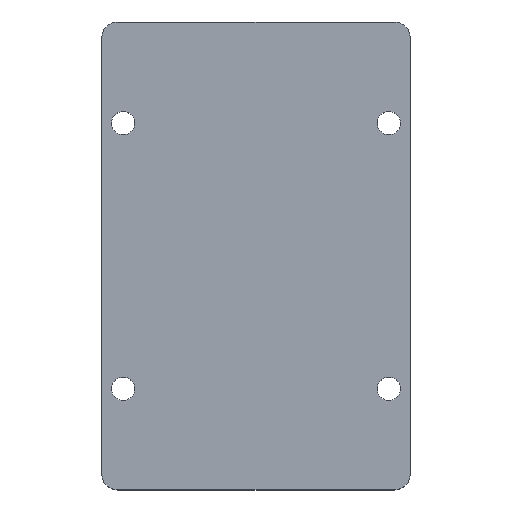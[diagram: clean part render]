
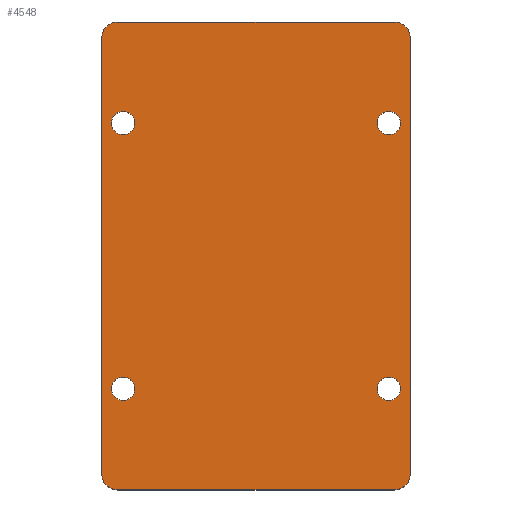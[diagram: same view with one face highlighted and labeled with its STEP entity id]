
A CAD part, top view. The second image highlights one B-rep face of the part: STEP entity #4548.
In plain terms, the highlighted planar face has unit normal (0, 0, 1).
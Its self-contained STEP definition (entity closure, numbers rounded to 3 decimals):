
#272=FACE_BOUND('',#1284,.T.);
#273=FACE_BOUND('',#1285,.T.);
#274=FACE_BOUND('',#1286,.T.);
#275=FACE_BOUND('',#1287,.T.);
#524=CIRCLE('',#5105,1.1);
#526=CIRCLE('',#5108,1.1);
#528=CIRCLE('',#5111,1.1);
#530=CIRCLE('',#5114,1.1);
#533=CIRCLE('',#5118,1.5);
#535=CIRCLE('',#5122,1.5);
#537=CIRCLE('',#5126,1.5);
#539=CIRCLE('',#5130,1.5);
#847=FACE_OUTER_BOUND('',#1283,.T.);
#1283=EDGE_LOOP('',(#3887,#3888,#3889,#3890,#3891,#3892,#3893,#3894));
#1284=EDGE_LOOP('',(#3895));
#1285=EDGE_LOOP('',(#3896));
#1286=EDGE_LOOP('',(#3897));
#1287=EDGE_LOOP('',(#3898));
#1574=LINE('',#7763,#1868);
#1578=LINE('',#7775,#1872);
#1582=LINE('',#7787,#1876);
#1586=LINE('',#7797,#1880);
#1868=VECTOR('',#6527,10.);
#1872=VECTOR('',#6539,10.);
#1876=VECTOR('',#6551,10.);
#1880=VECTOR('',#6563,10.);
#2225=VERTEX_POINT('',#7727);
#2227=VERTEX_POINT('',#7733);
#2229=VERTEX_POINT('',#7739);
#2231=VERTEX_POINT('',#7745);
#2235=VERTEX_POINT('',#7754);
#2236=VERTEX_POINT('',#7756);
#2238=VERTEX_POINT('',#7762);
#2240=VERTEX_POINT('',#7768);
#2242=VERTEX_POINT('',#7774);
#2244=VERTEX_POINT('',#7780);
#2246=VERTEX_POINT('',#7786);
#2248=VERTEX_POINT('',#7792);
#2767=EDGE_CURVE('',#2225,#2225,#524,.T.);
#2770=EDGE_CURVE('',#2227,#2227,#526,.T.);
#2773=EDGE_CURVE('',#2229,#2229,#528,.T.);
#2776=EDGE_CURVE('',#2231,#2231,#530,.T.);
#2781=EDGE_CURVE('',#2236,#2235,#533,.T.);
#2784=EDGE_CURVE('',#2238,#2236,#1574,.T.);
#2787=EDGE_CURVE('',#2240,#2238,#535,.T.);
#2790=EDGE_CURVE('',#2242,#2240,#1578,.T.);
#2793=EDGE_CURVE('',#2244,#2242,#537,.T.);
#2796=EDGE_CURVE('',#2246,#2244,#1582,.T.);
#2799=EDGE_CURVE('',#2248,#2246,#539,.T.);
#2802=EDGE_CURVE('',#2235,#2248,#1586,.T.);
#3887=ORIENTED_EDGE('',*,*,#2802,.T.);
#3888=ORIENTED_EDGE('',*,*,#2799,.T.);
#3889=ORIENTED_EDGE('',*,*,#2796,.T.);
#3890=ORIENTED_EDGE('',*,*,#2793,.T.);
#3891=ORIENTED_EDGE('',*,*,#2790,.T.);
#3892=ORIENTED_EDGE('',*,*,#2787,.T.);
#3893=ORIENTED_EDGE('',*,*,#2784,.T.);
#3894=ORIENTED_EDGE('',*,*,#2781,.T.);
#3895=ORIENTED_EDGE('',*,*,#2776,.T.);
#3896=ORIENTED_EDGE('',*,*,#2773,.T.);
#3897=ORIENTED_EDGE('',*,*,#2770,.T.);
#3898=ORIENTED_EDGE('',*,*,#2767,.T.);
#4088=PLANE('',#5132);
#4548=ADVANCED_FACE('',(#847,#272,#273,#274,#275),#4088,.T.);
#5105=AXIS2_PLACEMENT_3D('',#7728,#6490,#6491);
#5108=AXIS2_PLACEMENT_3D('',#7734,#6497,#6498);
#5111=AXIS2_PLACEMENT_3D('',#7740,#6504,#6505);
#5114=AXIS2_PLACEMENT_3D('',#7746,#6511,#6512);
#5118=AXIS2_PLACEMENT_3D('',#7757,#6521,#6522);
#5122=AXIS2_PLACEMENT_3D('',#7769,#6533,#6534);
#5126=AXIS2_PLACEMENT_3D('',#7781,#6545,#6546);
#5130=AXIS2_PLACEMENT_3D('',#7793,#6557,#6558);
#5132=AXIS2_PLACEMENT_3D('',#7798,#6564,#6565);
#6490=DIRECTION('center_axis',(0.,0.,-1.));
#6491=DIRECTION('ref_axis',(1.,0.,0.));
#6497=DIRECTION('center_axis',(0.,0.,-1.));
#6498=DIRECTION('ref_axis',(1.,0.,0.));
#6504=DIRECTION('center_axis',(0.,0.,-1.));
#6505=DIRECTION('ref_axis',(1.,0.,0.));
#6511=DIRECTION('center_axis',(0.,0.,-1.));
#6512=DIRECTION('ref_axis',(1.,0.,0.));
#6521=DIRECTION('center_axis',(0.,0.,1.));
#6522=DIRECTION('ref_axis',(0.,1.,0.));
#6527=DIRECTION('',(-1.,0.,0.));
#6533=DIRECTION('center_axis',(0.,0.,1.));
#6534=DIRECTION('ref_axis',(1.,0.,0.));
#6539=DIRECTION('',(0.,1.,0.));
#6545=DIRECTION('center_axis',(0.,0.,1.));
#6546=DIRECTION('ref_axis',(0.,-1.,0.));
#6551=DIRECTION('',(1.,0.,0.));
#6557=DIRECTION('center_axis',(0.,0.,1.));
#6558=DIRECTION('ref_axis',(-1.,0.,0.));
#6563=DIRECTION('',(0.,-1.,0.));
#6564=DIRECTION('center_axis',(0.,0.,1.));
#6565=DIRECTION('ref_axis',(1.,0.,0.));
#7727=CARTESIAN_POINT('',(-13.6,-12.5,7.));
#7728=CARTESIAN_POINT('Origin',(-12.5,-12.5,7.));
#7733=CARTESIAN_POINT('',(11.4,12.5,7.));
#7734=CARTESIAN_POINT('Origin',(12.5,12.5,7.));
#7739=CARTESIAN_POINT('',(-13.6,12.5,7.));
#7740=CARTESIAN_POINT('Origin',(-12.5,12.5,7.));
#7745=CARTESIAN_POINT('',(11.4,-12.5,7.));
#7746=CARTESIAN_POINT('Origin',(12.5,-12.5,7.));
#7754=CARTESIAN_POINT('',(-14.5,20.5,7.));
#7756=CARTESIAN_POINT('',(-13.,22.,7.));
#7757=CARTESIAN_POINT('Origin',(-13.,20.5,7.));
#7762=CARTESIAN_POINT('',(13.,22.,7.));
#7763=CARTESIAN_POINT('',(13.,22.,7.));
#7768=CARTESIAN_POINT('',(14.5,20.5,7.));
#7769=CARTESIAN_POINT('Origin',(13.,20.5,7.));
#7774=CARTESIAN_POINT('',(14.5,-20.5,7.));
#7775=CARTESIAN_POINT('',(14.5,-20.5,7.));
#7780=CARTESIAN_POINT('',(13.,-22.,7.));
#7781=CARTESIAN_POINT('Origin',(13.,-20.5,7.));
#7786=CARTESIAN_POINT('',(-13.,-22.,7.));
#7787=CARTESIAN_POINT('',(-13.,-22.,7.));
#7792=CARTESIAN_POINT('',(-14.5,-20.5,7.));
#7793=CARTESIAN_POINT('Origin',(-13.,-20.5,7.));
#7797=CARTESIAN_POINT('',(-14.5,20.5,7.));
#7798=CARTESIAN_POINT('Origin',(0.,0.,7.));
